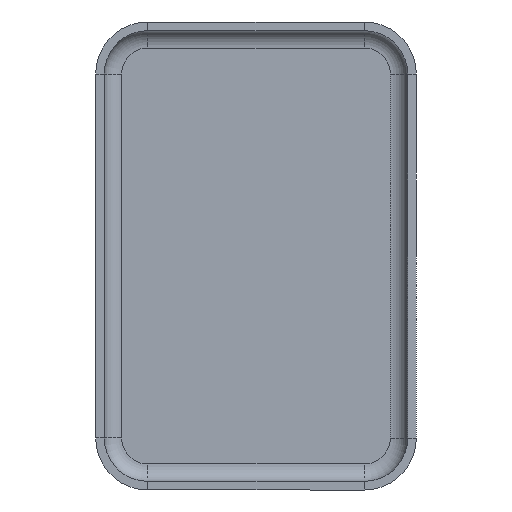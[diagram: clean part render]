
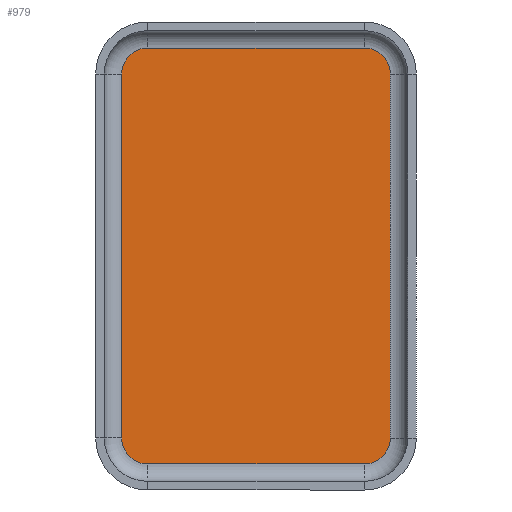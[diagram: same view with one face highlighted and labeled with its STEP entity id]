
A CAD part, front view. The second image highlights one B-rep face of the part: STEP entity #979.
In plain terms, the highlighted planar face has unit normal (0, -1, 0).
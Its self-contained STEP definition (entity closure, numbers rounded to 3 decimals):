
#27 = ORIENTED_EDGE ( 'NONE', *, *, #209, .F. ) ;
#43 = EDGE_CURVE ( 'NONE', #272, #633, #938, .T. ) ;
#64 = CARTESIAN_POINT ( 'NONE',  ( -2.5, -0.2, 4.2 ) ) ;
#78 = DIRECTION ( 'NONE',  ( 0., 0., 1. ) ) ;
#82 = CARTESIAN_POINT ( 'NONE',  ( -3.1, -0.2, 4.2 ) ) ;
#98 = VERTEX_POINT ( 'NONE', #496 ) ;
#113 = AXIS2_PLACEMENT_3D ( 'NONE', #390, #1034, #579 ) ;
#133 = AXIS2_PLACEMENT_3D ( 'NONE', #1155, #822, #250 ) ;
#152 = DIRECTION ( 'NONE',  ( 0., 0., 1. ) ) ;
#156 = VECTOR ( 'NONE', #1173, 1000. ) ;
#161 = CARTESIAN_POINT ( 'NONE',  ( 2.5, -0.2, -4.8 ) ) ;
#168 = VECTOR ( 'NONE', #788, 1000. ) ;
#169 = CIRCLE ( 'NONE', #181, 0.6 ) ;
#170 = VERTEX_POINT ( 'NONE', #527 ) ;
#171 = CARTESIAN_POINT ( 'NONE',  ( 3.1, -0.2, 4.2 ) ) ;
#181 = AXIS2_PLACEMENT_3D ( 'NONE', #818, #810, #994 ) ;
#209 = EDGE_CURVE ( 'NONE', #212, #170, #650, .T. ) ;
#212 = VERTEX_POINT ( 'NONE', #82 ) ;
#230 = EDGE_CURVE ( 'NONE', #98, #272, #1056, .T. ) ;
#233 = ORIENTED_EDGE ( 'NONE', *, *, #230, .F. ) ;
#242 = PLANE ( 'NONE',  #133 ) ;
#245 = ORIENTED_EDGE ( 'NONE', *, *, #309, .F. ) ;
#250 = DIRECTION ( 'NONE',  ( 0., 0., -1. ) ) ;
#272 = VERTEX_POINT ( 'NONE', #441 ) ;
#273 = EDGE_CURVE ( 'NONE', #554, #284, #169, .T. ) ;
#284 = VERTEX_POINT ( 'NONE', #1165 ) ;
#309 = EDGE_CURVE ( 'NONE', #1001, #554, #640, .T. ) ;
#333 = ORIENTED_EDGE ( 'NONE', *, *, #43, .F. ) ;
#390 = CARTESIAN_POINT ( 'NONE',  ( 2.5, -0.2, -4.2 ) ) ;
#409 = CARTESIAN_POINT ( 'NONE',  ( -2.5, -0.2, 4.8 ) ) ;
#423 = ORIENTED_EDGE ( 'NONE', *, *, #678, .F. ) ;
#441 = CARTESIAN_POINT ( 'NONE',  ( 3.1, -0.2, 4.2 ) ) ;
#484 = FACE_OUTER_BOUND ( 'NONE', #977, .T. ) ;
#496 = CARTESIAN_POINT ( 'NONE',  ( 2.5, -0.2, 4.8 ) ) ;
#526 = EDGE_CURVE ( 'NONE', #633, #1001, #900, .T. ) ;
#527 = CARTESIAN_POINT ( 'NONE',  ( -2.5, -0.2, 4.8 ) ) ;
#540 = ORIENTED_EDGE ( 'NONE', *, *, #601, .F. ) ;
#544 = DIRECTION ( 'NONE',  ( 0., 0., 1. ) ) ;
#546 = CARTESIAN_POINT ( 'NONE',  ( 2.5, -0.2, -4.8 ) ) ;
#554 = VERTEX_POINT ( 'NONE', #675 ) ;
#579 = DIRECTION ( 'NONE',  ( 0., 0., 1. ) ) ;
#601 = EDGE_CURVE ( 'NONE', #170, #98, #1010, .T. ) ;
#633 = VERTEX_POINT ( 'NONE', #971 ) ;
#640 = LINE ( 'NONE', #546, #156 ) ;
#650 = CIRCLE ( 'NONE', #787, 0.6 ) ;
#675 = CARTESIAN_POINT ( 'NONE',  ( -2.5, -0.2, -4.8 ) ) ;
#678 = EDGE_CURVE ( 'NONE', #284, #212, #1140, .T. ) ;
#704 = CARTESIAN_POINT ( 'NONE',  ( -3.1, -0.2, -4.2 ) ) ;
#749 = VECTOR ( 'NONE', #152, 1000. ) ;
#787 = AXIS2_PLACEMENT_3D ( 'NONE', #64, #813, #544 ) ;
#788 = DIRECTION ( 'NONE',  ( 1., 0., 0. ) ) ;
#800 = AXIS2_PLACEMENT_3D ( 'NONE', #989, #992, #78 ) ;
#810 = DIRECTION ( 'NONE',  ( 0., 1., 0. ) ) ;
#813 = DIRECTION ( 'NONE',  ( 0., 1., 0. ) ) ;
#818 = CARTESIAN_POINT ( 'NONE',  ( -2.5, -0.2, -4.2 ) ) ;
#822 = DIRECTION ( 'NONE',  ( 0., -1., 0. ) ) ;
#900 = CIRCLE ( 'NONE', #113, 0.6 ) ;
#918 = ORIENTED_EDGE ( 'NONE', *, *, #526, .F. ) ;
#938 = LINE ( 'NONE', #171, #1058 ) ;
#971 = CARTESIAN_POINT ( 'NONE',  ( 3.1, -0.2, -4.2 ) ) ;
#977 = EDGE_LOOP ( 'NONE', ( #233, #540, #27, #423, #1025, #245, #918, #333 ) ) ;
#979 = ADVANCED_FACE ( 'NONE', ( #484 ), #242, .T. ) ;
#989 = CARTESIAN_POINT ( 'NONE',  ( 2.5, -0.2, 4.2 ) ) ;
#992 = DIRECTION ( 'NONE',  ( 0., 1., 0. ) ) ;
#994 = DIRECTION ( 'NONE',  ( 0., 0., 1. ) ) ;
#995 = DIRECTION ( 'NONE',  ( 0., 0., -1. ) ) ;
#1001 = VERTEX_POINT ( 'NONE', #161 ) ;
#1010 = LINE ( 'NONE', #409, #168 ) ;
#1025 = ORIENTED_EDGE ( 'NONE', *, *, #273, .F. ) ;
#1034 = DIRECTION ( 'NONE',  ( 0., 1., 0. ) ) ;
#1056 = CIRCLE ( 'NONE', #800, 0.6 ) ;
#1058 = VECTOR ( 'NONE', #995, 1000. ) ;
#1140 = LINE ( 'NONE', #704, #749 ) ;
#1155 = CARTESIAN_POINT ( 'NONE',  ( 2.5, -0.2, 4.2 ) ) ;
#1165 = CARTESIAN_POINT ( 'NONE',  ( -3.1, -0.2, -4.2 ) ) ;
#1173 = DIRECTION ( 'NONE',  ( -1., 0., 0. ) ) ;
